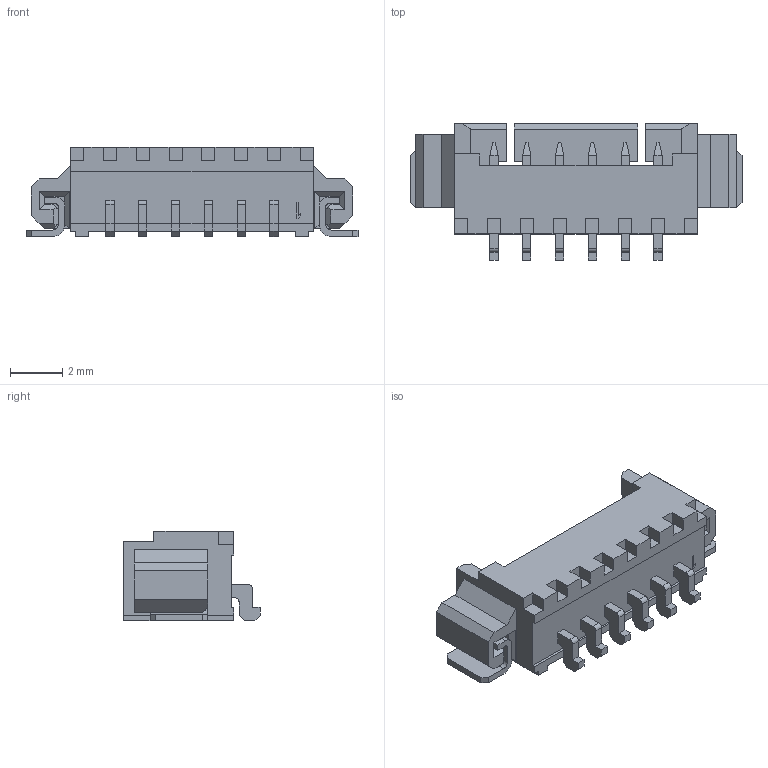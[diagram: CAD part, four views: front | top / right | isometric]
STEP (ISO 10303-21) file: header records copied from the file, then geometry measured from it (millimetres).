
FILE_DESCRIPTION(/* description */ ('STEP AP242','CAx-IF Rec.Pracs.---Representation and Presentation of Product Manufacturing Information (PMI)---4.0---2014-10-13','CAx-IF Rec.Pracs.---3D Tessellated Geometry---0.4---2014-09-14','2;1'),/* implementation_level */ '2;1');
FILE_NAME(/* name */ '61a8e1a5afb63f1eac7b9461',/* time_stamp */ '2021-12-02T15:09:26+00:00',/* author */ (''),/* organization */ (''),/* preprocessor_version */ 'ST-DEVELOPER v18.1',/* originating_system */ ' ',/* authorisation */ ' ');
FILE_SCHEMA (('AP242_MANAGED_MODEL_BASED_3D_ENGINEERING_MIM_LF { 1 0 10303 442 1 1 4 }'));
Length unit declared in the file: metre
Products named in the file (33): 532617006
Bounding box: 12.65 x 5.2 x 3.4 mm (x, y, z)
Volume: 77 mm3; surface area: 307.7 mm2
Topology: 1 solids, 1 shells, 320 faces, 923 edges, 644 vertices
Faces by surface type: plane 300, cylinder 20
Entity records: 12287 total; most frequent: CARTESIAN_POINT 1856, ORIENTED_EDGE 1782, DIRECTION 1671, EDGE_CURVE 891, LINE 881, VECTOR 881, VERTEX_POINT 580, AXIS2_PLACEMENT_3D 395
